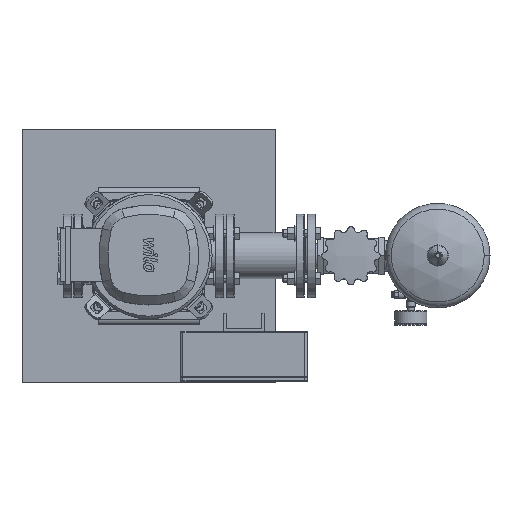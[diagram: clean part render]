
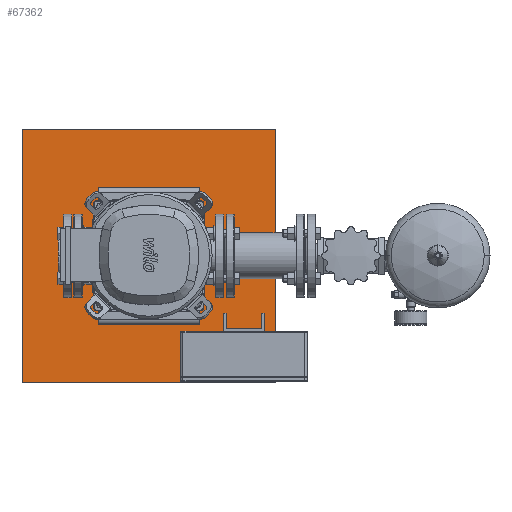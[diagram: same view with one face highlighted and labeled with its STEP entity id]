
A CAD part, top view. The second image highlights one B-rep face of the part: STEP entity #67362.
In plain terms, the highlighted planar face has unit normal (0, 0, 1).
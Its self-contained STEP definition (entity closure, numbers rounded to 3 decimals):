
#67323=CARTESIAN_POINT('',(-250.0,0.0,125.0));
#67324=DIRECTION('',(0.0,0.0,1.0));
#67325=DIRECTION('',(0.0,-1.0,0.0));
#67326=AXIS2_PLACEMENT_3D('',#67323,#67324,#67325);
#67327=PLANE('',#67326);
#67328=CARTESIAN_POINT('',(250.0,-250.0,125.));
#67329=VERTEX_POINT('',#67328);
#67330=CARTESIAN_POINT('',(250.0,250.0,125.));
#67331=VERTEX_POINT('',#67330);
#67332=CARTESIAN_POINT('',(250.0,-250.0,125.));
#67333=DIRECTION('',(0.0,1.0,0.0));
#67334=VECTOR('',#67333,500.0);
#67335=LINE('',#67332,#67334);
#67336=EDGE_CURVE('',#67329,#67331,#67335,.T.);
#67337=ORIENTED_EDGE('',*,*,#67336,.T.);
#67338=CARTESIAN_POINT('',(-250.0,250.0,125.));
#67339=VERTEX_POINT('',#67338);
#67340=CARTESIAN_POINT('',(-250.0,250.0,125.));
#67341=DIRECTION('',(1.0,0.0,0.0));
#67342=VECTOR('',#67341,500.0);
#67343=LINE('',#67340,#67342);
#67344=EDGE_CURVE('',#67339,#67331,#67343,.T.);
#67345=ORIENTED_EDGE('',*,*,#67344,.F.);
#67346=CARTESIAN_POINT('',(-250.0,-250.0,125.));
#67347=VERTEX_POINT('',#67346);
#67348=CARTESIAN_POINT('',(-250.0,250.0,125.));
#67349=DIRECTION('',(0.0,-1.0,0.0));
#67350=VECTOR('',#67349,500.0);
#67351=LINE('',#67348,#67350);
#67352=EDGE_CURVE('',#67339,#67347,#67351,.T.);
#67353=ORIENTED_EDGE('',*,*,#67352,.T.);
#67354=CARTESIAN_POINT('',(-250.0,-250.0,125.));
#67355=DIRECTION('',(1.0,0.0,0.0));
#67356=VECTOR('',#67355,500.0);
#67357=LINE('',#67354,#67356);
#67358=EDGE_CURVE('',#67347,#67329,#67357,.T.);
#67359=ORIENTED_EDGE('',*,*,#67358,.T.);
#67360=EDGE_LOOP('',(#67337,#67345,#67353,#67359));
#67361=FACE_OUTER_BOUND('',#67360,.T.);
#67362=ADVANCED_FACE('',(#67361),#67327,.T.);
